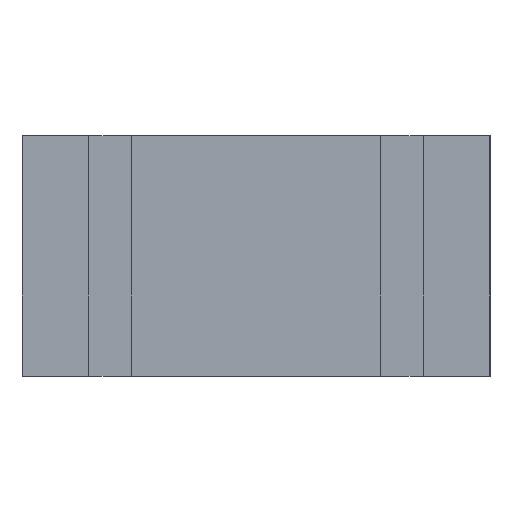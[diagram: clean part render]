
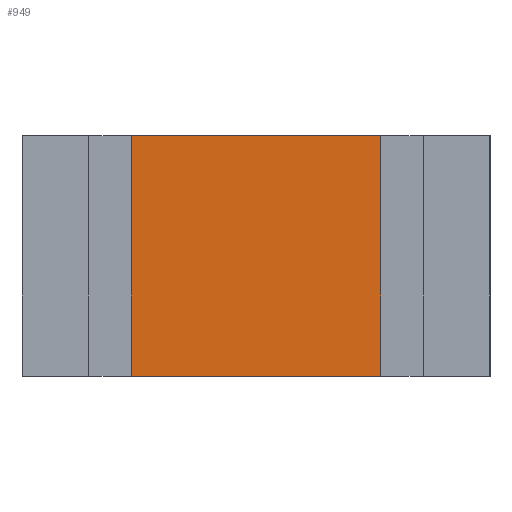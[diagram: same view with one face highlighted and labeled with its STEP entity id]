
A CAD part, top view. The second image highlights one B-rep face of the part: STEP entity #949.
In plain terms, the highlighted planar face has unit normal (0, 0, 1).
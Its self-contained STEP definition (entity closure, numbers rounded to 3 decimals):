
#89=FACE_OUTER_BOUND('',#149,.T.);
#149=EDGE_LOOP('',(#682,#683,#684,#685));
#215=LINE('',#1455,#335);
#218=LINE('',#1460,#338);
#219=LINE('',#1463,#339);
#221=LINE('',#1466,#341);
#335=VECTOR('',#1181,10.);
#338=VECTOR('',#1186,10.);
#339=VECTOR('',#1189,10.);
#341=VECTOR('',#1193,10.);
#450=VERTEX_POINT('',#1452);
#451=VERTEX_POINT('',#1454);
#452=VERTEX_POINT('',#1458);
#453=VERTEX_POINT('',#1462);
#535=EDGE_CURVE('',#451,#450,#215,.T.);
#538=EDGE_CURVE('',#450,#452,#218,.T.);
#539=EDGE_CURVE('',#453,#451,#219,.T.);
#541=EDGE_CURVE('',#452,#453,#221,.T.);
#682=ORIENTED_EDGE('',*,*,#541,.T.);
#683=ORIENTED_EDGE('',*,*,#539,.T.);
#684=ORIENTED_EDGE('',*,*,#535,.T.);
#685=ORIENTED_EDGE('',*,*,#538,.T.);
#889=PLANE('',#1079);
#949=ADVANCED_FACE('',(#89),#889,.T.);
#1079=AXIS2_PLACEMENT_3D('',#1467,#1194,#1195);
#1181=DIRECTION('',(0.,-1.,0.));
#1186=DIRECTION('',(1.,0.,0.));
#1189=DIRECTION('',(-1.,0.,0.));
#1193=DIRECTION('',(0.,1.,0.));
#1194=DIRECTION('center_axis',(0.,0.,1.));
#1195=DIRECTION('ref_axis',(1.,0.,0.));
#1452=CARTESIAN_POINT('',(16.35,0.,19.175));
#1454=CARTESIAN_POINT('',(16.35,36.,19.175));
#1455=CARTESIAN_POINT('',(16.35,0.,19.175));
#1458=CARTESIAN_POINT('',(53.65,0.,19.175));
#1460=CARTESIAN_POINT('',(0.,0.,19.175));
#1462=CARTESIAN_POINT('',(53.65,36.,19.175));
#1463=CARTESIAN_POINT('',(70.,36.,19.175));
#1466=CARTESIAN_POINT('',(53.65,0.,19.175));
#1467=CARTESIAN_POINT('Origin',(35.,18.,19.175));
